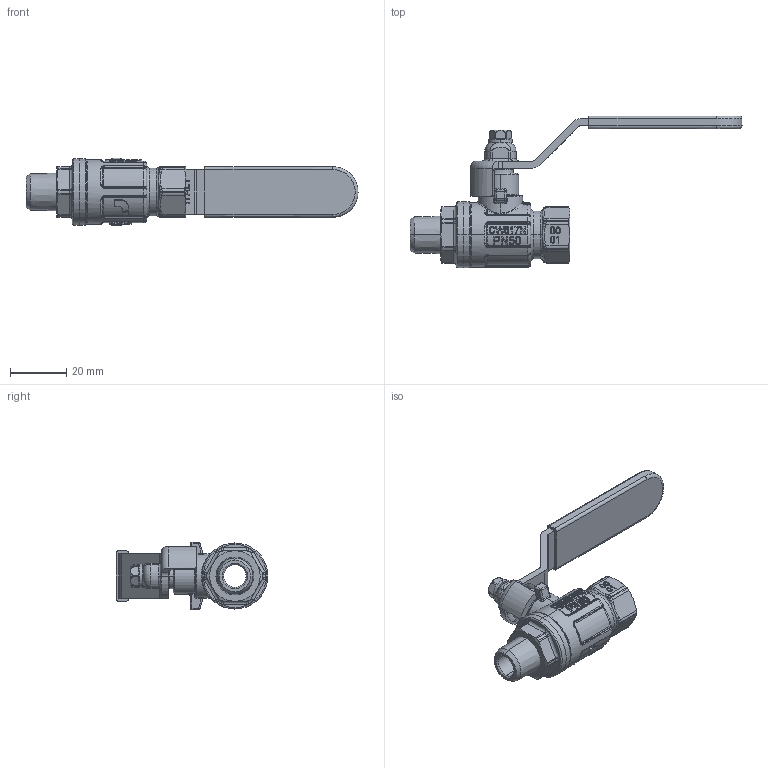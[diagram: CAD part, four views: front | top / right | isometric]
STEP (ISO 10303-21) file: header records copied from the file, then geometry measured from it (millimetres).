
FILE_DESCRIPTION (( 'STEP AP203' ), '1' );
FILE_NAME ('377B014.step', '2019-03-06T14:17:53', ( '' ), ( '' ), 'SwSTEP 2.0', 'SolidWorks 2018', '' );
FILE_SCHEMA (( 'CONFIG_CONTROL_DESIGN' ));
Products named in the file (1): 377B014
Bounding box: 118.19 x 54.05 x 24 mm (x, y, z)
Surface area: 12859.1 mm2 (no closed solid volume)
Topology: 0 solids, 9 shells, 1059 faces, 3163 edges, 2095 vertices
Faces by surface type: plane 420, bspline 290, cylinder 200, torus 95, cone 39, sphere 15
Entity records: 48382 total; most frequent: CARTESIAN_POINT 22524, ORIENTED_EDGE 5632, DIRECTION 4486, EDGE_CURVE 3154, VERTEX_POINT 2095, LINE 1608, VECTOR 1608, AXIS2_PLACEMENT_3D 1439
